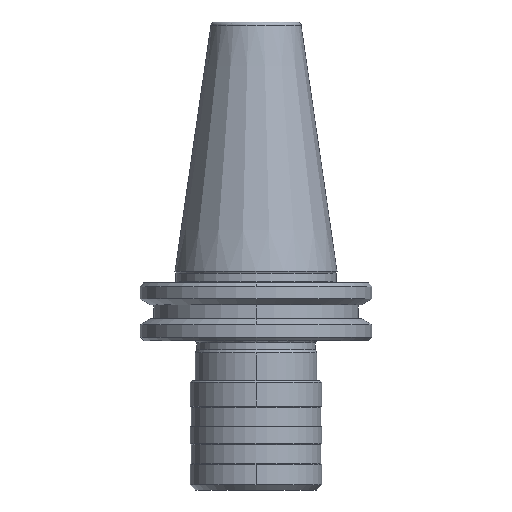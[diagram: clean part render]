
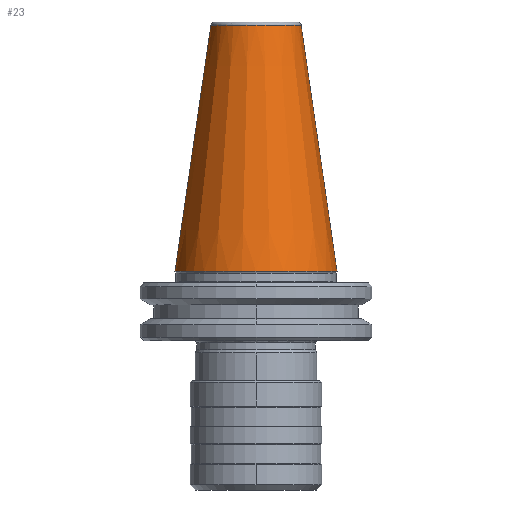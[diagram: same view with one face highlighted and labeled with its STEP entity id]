
A CAD part, front view. The second image highlights one B-rep face of the part: STEP entity #23.
In plain terms, the highlighted conical face has half-angle 8.297 degrees and reference radius 22.225 mm.
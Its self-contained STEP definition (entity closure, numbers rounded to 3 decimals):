
#23 = ADVANCED_FACE ( 'NONE', ( #790 ), #1160, .T. ) ;
#93 = VECTOR ( 'NONE', #904, 1000. ) ;
#252 = ORIENTED_EDGE ( 'NONE', *, *, #1913, .T. ) ;
#322 = EDGE_CURVE ( 'NONE', #1866, #2046, #1191, .T. ) ;
#424 = CARTESIAN_POINT ( 'NONE',  ( 22.225, 0., 0. ) ) ;
#511 = EDGE_CURVE ( 'NONE', #615, #2046, #1898, .T. ) ;
#615 = VERTEX_POINT ( 'NONE', #2203 ) ;
#617 = DIRECTION ( 'NONE',  ( 0.144, 0., -0.99 ) ) ;
#645 = CARTESIAN_POINT ( 'NONE',  ( 22.225, 0., 0. ) ) ;
#738 = AXIS2_PLACEMENT_3D ( 'NONE', #1371, #1424, #1669 ) ;
#742 = AXIS2_PLACEMENT_3D ( 'NONE', #791, #786, #783 ) ;
#764 = VERTEX_POINT ( 'NONE', #882 ) ;
#783 = DIRECTION ( 'NONE',  ( -1., 0., 0. ) ) ;
#786 = DIRECTION ( 'NONE',  ( 0., 0., -1. ) ) ;
#790 = FACE_OUTER_BOUND ( 'NONE', #2048, .T. ) ;
#791 = CARTESIAN_POINT ( 'NONE',  ( 0., 0., 67.544 ) ) ;
#813 = CIRCLE ( 'NONE', #742, 12.375 ) ;
#882 = CARTESIAN_POINT ( 'NONE',  ( -12.375, 0., 67.544 ) ) ;
#904 = DIRECTION ( 'NONE',  ( -0.144, 0., -0.99 ) ) ;
#919 = CARTESIAN_POINT ( 'NONE',  ( -22.225, 0., 0. ) ) ;
#929 = AXIS2_PLACEMENT_3D ( 'NONE', #1234, #1169, #930 ) ;
#930 = DIRECTION ( 'NONE',  ( -1., 0., 0. ) ) ;
#939 = CARTESIAN_POINT ( 'NONE',  ( 12.375, 0., 67.544 ) ) ;
#995 = LINE ( 'NONE', #919, #93 ) ;
#1101 = ORIENTED_EDGE ( 'NONE', *, *, #1871, .T. ) ;
#1160 = CONICAL_SURFACE ( 'NONE', #929, 22.225, 0.145 ) ;
#1169 = DIRECTION ( 'NONE',  ( 0., 0., -1. ) ) ;
#1191 = LINE ( 'NONE', #645, #1432 ) ;
#1234 = CARTESIAN_POINT ( 'NONE',  ( 0., 0., 0. ) ) ;
#1309 = ORIENTED_EDGE ( 'NONE', *, *, #511, .T. ) ;
#1371 = CARTESIAN_POINT ( 'NONE',  ( 0., 0., 0. ) ) ;
#1424 = DIRECTION ( 'NONE',  ( 0., 0., 1. ) ) ;
#1432 = VECTOR ( 'NONE', #617, 1000. ) ;
#1669 = DIRECTION ( 'NONE',  ( -1., 0., 0. ) ) ;
#1866 = VERTEX_POINT ( 'NONE', #939 ) ;
#1871 = EDGE_CURVE ( 'NONE', #764, #615, #995, .T. ) ;
#1898 = CIRCLE ( 'NONE', #738, 22.225 ) ;
#1913 = EDGE_CURVE ( 'NONE', #1866, #764, #813, .T. ) ;
#1986 = ORIENTED_EDGE ( 'NONE', *, *, #322, .F. ) ;
#2046 = VERTEX_POINT ( 'NONE', #424 ) ;
#2048 = EDGE_LOOP ( 'NONE', ( #1986, #252, #1101, #1309 ) ) ;
#2203 = CARTESIAN_POINT ( 'NONE',  ( -22.225, 0., 0. ) ) ;
